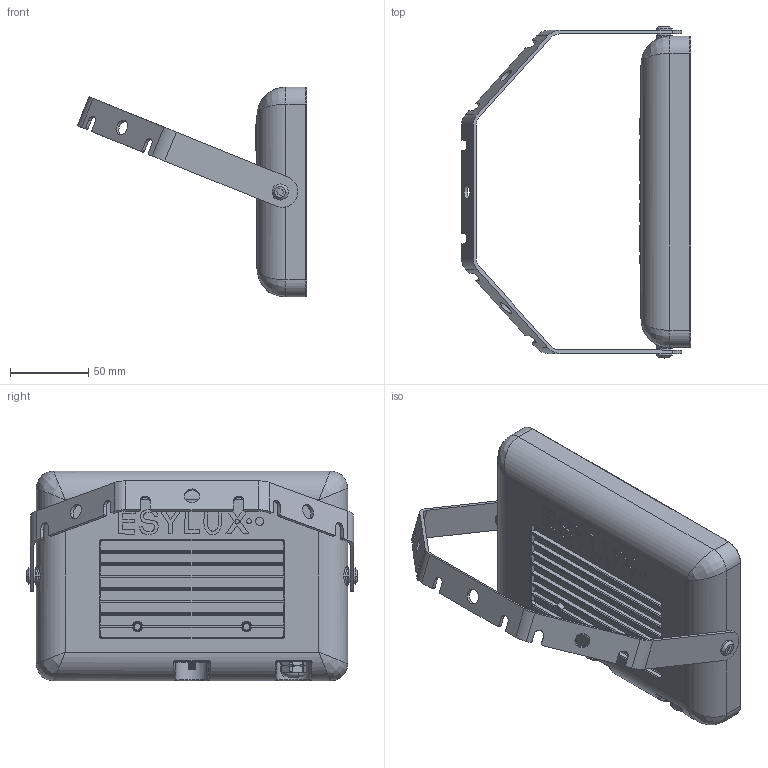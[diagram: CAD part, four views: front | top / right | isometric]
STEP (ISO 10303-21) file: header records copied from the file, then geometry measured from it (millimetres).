
FILE_DESCRIPTION('');
FILE_NAME('');
FILE_SCHEMA(('CONFIG_CONTROL_DESIGN'));
Length unit declared in the file: millimetre
Products named in the file (1): EL10810701
Bounding box: 146.91 x 212.78 x 134.5 mm (x, y, z)
Volume: 97782.9 mm3; surface area: 226288 mm2
Topology: 105 solids, 105 shells, 1160 faces, 2656 edges, 1716 vertices
Faces by surface type: plane 807, cylinder 192, bspline 83, torus 36, cone 30, extrusion 8, sphere 4
Entity records: 39100 total; most frequent: CARTESIAN_POINT 15431, ORIENTED_EDGE 5288, DIRECTION 3741, EDGE_CURVE 2644, VECTOR 1900, LINE 1892, VERTEX_POINT 1708, EDGE_LOOP 1194
